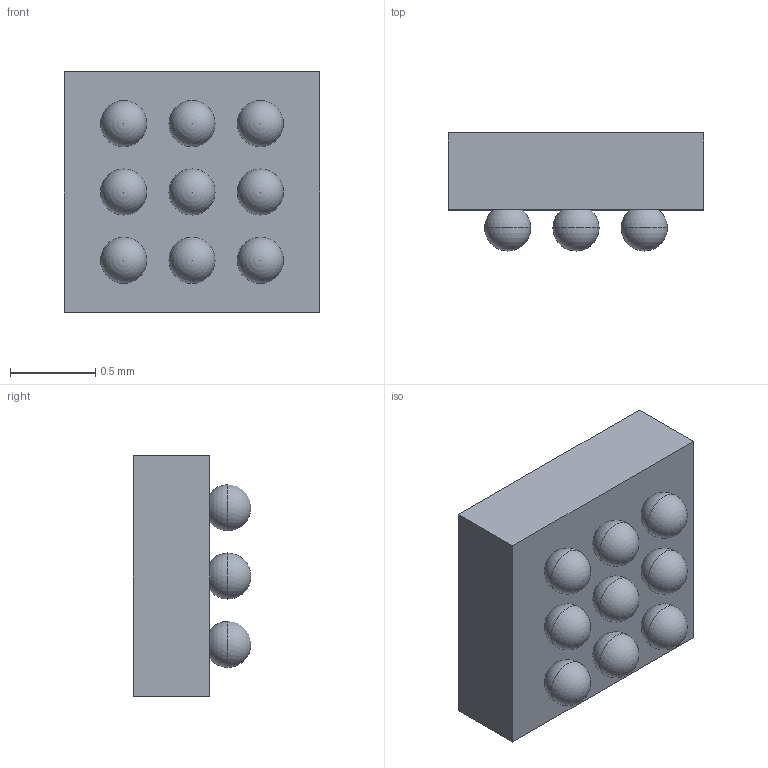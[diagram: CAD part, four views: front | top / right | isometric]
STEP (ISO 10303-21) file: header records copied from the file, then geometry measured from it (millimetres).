
FILE_DESCRIPTION (( 'STEP AP214' ), '1' );
FILE_NAME ('W91N1+1.STEP', '2020-12-03T09:36:18', ( '' ), ( '' ), 'SwSTEP 2.0', 'SolidWorks 2018', '' );
FILE_SCHEMA (( 'AUTOMOTIVE_DESIGN' ));
Length unit declared in the file: millimetre
Products named in the file (1): W91N1+1
Bounding box: 1.5 x 0.69 x 1.41 mm (x, y, z)
Volume: 1 mm3; surface area: 8.9 mm2
Topology: 10 solids, 10 shells, 33 faces, 84 edges, 62 vertices
Faces by surface type: sphere 18, plane 15
Entity records: 901 total; most frequent: DIRECTION 152, CARTESIAN_POINT 126, ORIENTED_EDGE 96, AXIS2_PLACEMENT_3D 70, EDGE_CURVE 48, VERTEX_POINT 44, EDGE_LOOP 42, CIRCLE 36
